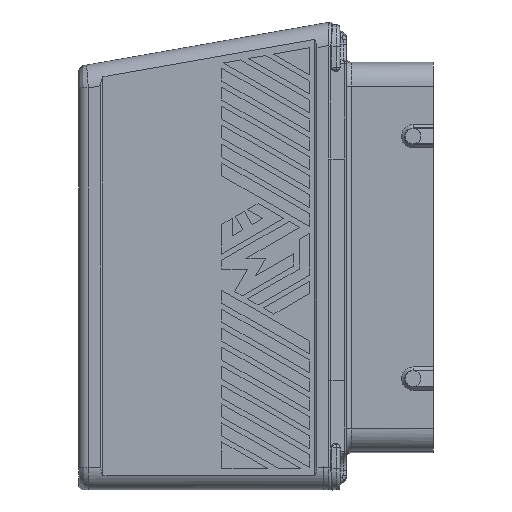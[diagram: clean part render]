
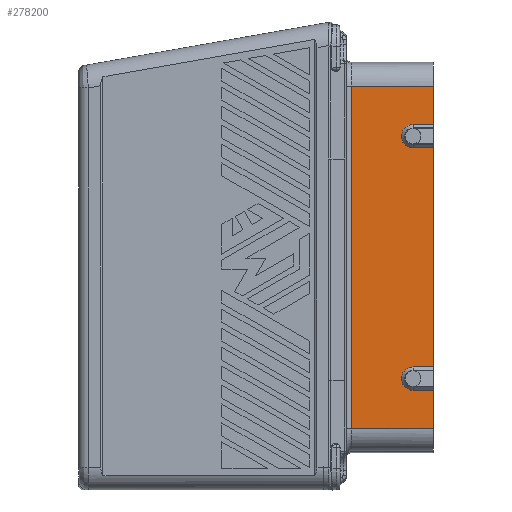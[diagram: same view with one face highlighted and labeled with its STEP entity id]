
A CAD part, left-side view. The second image highlights one B-rep face of the part: STEP entity #278200.
In plain terms, the highlighted planar face has unit normal (-1, 0, 0).
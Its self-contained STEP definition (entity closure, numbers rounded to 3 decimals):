
#212420=CARTESIAN_POINT('',(25.125,45.037,
48.654));
#212430=VERTEX_POINT('',#212420);
#276770=CARTESIAN_POINT('',(25.125,45.037,
-56.571));
#276780=VERTEX_POINT('',#276770);
#276980=CARTESIAN_POINT('',(25.125,20.,
-56.571));
#276990=DIRECTION('',(0.,1.,0.));
#277000=VECTOR('',#276990,1.);
#277010=LINE('',#276980,#277000);
#277020=CARTESIAN_POINT('',(25.125,19.783,
-56.571));
#277030=VERTEX_POINT('',#277020);
#277040=EDGE_CURVE('',#277030,#276780,#277010,.T.);
#277260=CARTESIAN_POINT('',(25.125,19.716,
-46.453));
#277270=DIRECTION('',(-1.,0.,0.));
#277280=DIRECTION('',(0.,0.,1.));
#277290=AXIS2_PLACEMENT_3D('',#277260,#277270,#277280);
#277300=PLANE('',#277290);
#277310=CARTESIAN_POINT('',(25.125,22.91,
29.69));
#277320=DIRECTION('',(0.,1.,0.));
#277330=VECTOR('',#277320,1.);
#277340=LINE('',#277310,#277330);
#277350=CARTESIAN_POINT('',(25.125,19.783,
29.69));
#277360=VERTEX_POINT('',#277350);
#277370=CARTESIAN_POINT('',(25.125,26.037,
29.69));
#277380=VERTEX_POINT('',#277370);
#277390=EDGE_CURVE('',#277360,#277380,#277340,.T.);
#277400=ORIENTED_EDGE('',*,*,#277390,.T.);
#277410=CARTESIAN_POINT('',(25.125,19.783,
-16.957));
#277420=DIRECTION('',(0.,0.,1.));
#277430=VECTOR('',#277420,1.);
#277440=LINE('',#277410,#277430);
#277450=CARTESIAN_POINT('',(25.125,19.783,
-37.598));
#277460=VERTEX_POINT('',#277450);
#277470=EDGE_CURVE('',#277460,#277360,#277440,.T.);
#277480=ORIENTED_EDGE('',*,*,#277470,.T.);
#277490=CARTESIAN_POINT('',(25.125,22.91,
-37.598));
#277500=DIRECTION('',(0.,-1.,0.));
#277510=VECTOR('',#277500,1.);
#277520=LINE('',#277490,#277510);
#277530=CARTESIAN_POINT('',(25.125,26.037,
-37.598));
#277540=VERTEX_POINT('',#277530);
#277550=EDGE_CURVE('',#277540,#277460,#277520,.T.);
#277560=ORIENTED_EDGE('',*,*,#277550,.T.);
#277570=CARTESIAN_POINT('',(25.125,26.037,
-41.198));
#277580=DIRECTION('',(1.,0.,0.));
#277590=DIRECTION('',(0.,0.,-1.));
#277600=AXIS2_PLACEMENT_3D('',#277570,#277580,#277590);
#277610=CIRCLE('',#277600,3.6);
#277620=CARTESIAN_POINT('',(25.125,26.037,
-44.798));
#277630=VERTEX_POINT('',#277620);
#277640=EDGE_CURVE('',#277630,#277540,#277610,.T.);
#277650=ORIENTED_EDGE('',*,*,#277640,.T.);
#277660=CARTESIAN_POINT('',(25.125,22.91,
-44.798));
#277670=DIRECTION('',(0.,1.,0.));
#277680=VECTOR('',#277670,1.);
#277690=LINE('',#277660,#277680);
#277700=CARTESIAN_POINT('',(25.125,19.783,
-44.798));
#277710=VERTEX_POINT('',#277700);
#277720=EDGE_CURVE('',#277710,#277630,#277690,.T.);
#277730=ORIENTED_EDGE('',*,*,#277720,.T.);
#277740=CARTESIAN_POINT('',(25.125,19.783,
-37.457));
#277750=DIRECTION('',(0.,0.,1.));
#277760=VECTOR('',#277750,1.);
#277770=LINE('',#277740,#277760);
#277780=EDGE_CURVE('',#277030,#277710,#277770,.T.);
#277790=ORIENTED_EDGE('',*,*,#277780,.T.);
#277800=ORIENTED_EDGE('',*,*,#277040,.F.);
#277810=CARTESIAN_POINT('',(25.125,45.037,
-41.453));
#277820=DIRECTION('',(0.,0.,1.));
#277830=VECTOR('',#277820,1.);
#277840=LINE('',#277810,#277830);
#277850=EDGE_CURVE('',#276780,#212430,#277840,.T.);
#277860=ORIENTED_EDGE('',*,*,#277850,.F.);
#277870=CARTESIAN_POINT('',(25.125,20.,
48.654));
#277880=DIRECTION('',(0.,-1.,0.));
#277890=VECTOR('',#277880,1.);
#277900=LINE('',#277870,#277890);
#277910=CARTESIAN_POINT('',(25.125,19.783,
48.654));
#277920=VERTEX_POINT('',#277910);
#277930=EDGE_CURVE('',#212430,#277920,#277900,.T.);
#277940=ORIENTED_EDGE('',*,*,#277930,.F.);
#277950=CARTESIAN_POINT('',(25.125,19.783,
9.533));
#277960=DIRECTION('',(0.,0.,1.));
#277970=VECTOR('',#277960,1.);
#277980=LINE('',#277950,#277970);
#277990=CARTESIAN_POINT('',(25.125,19.783,
36.89));
#278000=VERTEX_POINT('',#277990);
#278010=EDGE_CURVE('',#278000,#277920,#277980,.T.);
#278020=ORIENTED_EDGE('',*,*,#278010,.T.);
#278030=CARTESIAN_POINT('',(25.125,22.91,
36.89));
#278040=DIRECTION('',(0.,-1.,0.));
#278050=VECTOR('',#278040,1.);
#278060=LINE('',#278030,#278050);
#278070=CARTESIAN_POINT('',(25.125,26.037,
36.89));
#278080=VERTEX_POINT('',#278070);
#278090=EDGE_CURVE('',#278080,#278000,#278060,.T.);
#278100=ORIENTED_EDGE('',*,*,#278090,.T.);
#278110=CARTESIAN_POINT('',(25.125,26.037,
33.29));
#278120=DIRECTION('',(1.,0.,0.));
#278130=DIRECTION('',(0.,0.,-1.));
#278140=AXIS2_PLACEMENT_3D('',#278110,#278120,#278130);
#278150=CIRCLE('',#278140,3.6);
#278160=EDGE_CURVE('',#277380,#278080,#278150,.T.);
#278170=ORIENTED_EDGE('',*,*,#278160,.T.);
#278180=EDGE_LOOP('',(#278170,#278100,#278020,#277940,#277860,#277800,
#277790,#277730,#277650,#277560,#277480,#277400));
#278190=FACE_OUTER_BOUND('',#278180,.T.);
#278200=ADVANCED_FACE('',(#278190),#277300,.T.);
